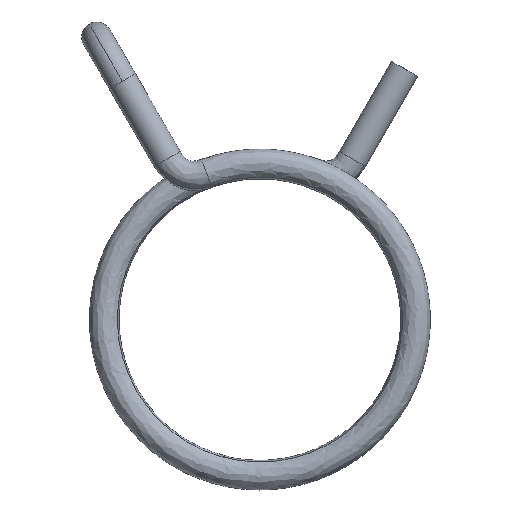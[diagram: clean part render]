
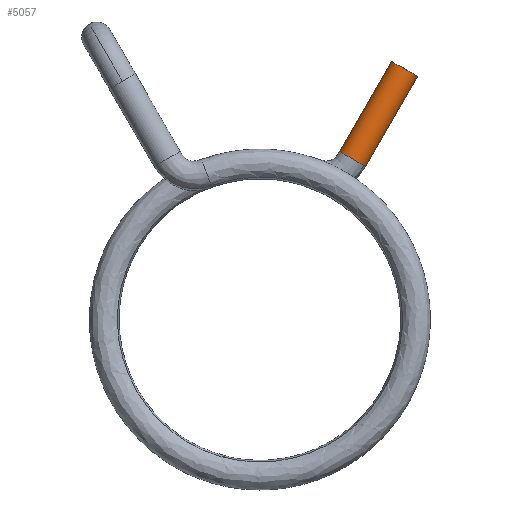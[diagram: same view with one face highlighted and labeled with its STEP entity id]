
A CAD part, top view. The second image highlights one B-rep face of the part: STEP entity #5057.
In plain terms, the highlighted cylindrical face has radius 1.25 mm (diameter 2.5 mm), a partial arc.
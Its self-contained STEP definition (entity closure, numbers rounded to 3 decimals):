
#318 = CARTESIAN_POINT ( 'NONE',  ( 8.763, 12.693, 1.3 ) ) ;
#422 = DIRECTION ( 'NONE',  ( -0.74, 0.427, -0.52 ) ) ;
#554 = VECTOR ( 'NONE', #5880, 1000. ) ;
#654 = EDGE_CURVE ( 'NONE', #3183, #1571, #2303, .T. ) ;
#658 = ORIENTED_EDGE ( 'NONE', *, *, #1324, .F. ) ;
#712 = CARTESIAN_POINT ( 'NONE',  ( 6.611, 13.935, 1.3 ) ) ;
#1324 = EDGE_CURVE ( 'NONE', #5567, #3020, #3974, .T. ) ;
#1571 = VERTEX_POINT ( 'NONE', #318 ) ;
#1593 = DIRECTION ( 'NONE',  ( -0.74, 0.427, -0.52 ) ) ;
#1711 = DIRECTION ( 'NONE',  ( 0.5, 0.866, 0. ) ) ;
#1793 = DIRECTION ( 'NONE',  ( 0.5, 0.866, 0. ) ) ;
#1824 = ORIENTED_EDGE ( 'NONE', *, *, #654, .T. ) ;
#1875 = AXIS2_PLACEMENT_3D ( 'NONE', #4041, #1793, #3608 ) ;
#1884 = CARTESIAN_POINT ( 'NONE',  ( 8.769, 12.689, 1.3 ) ) ;
#1914 = EDGE_CURVE ( 'NONE', #1571, #6440, #6888, .T. ) ;
#2303 = CIRCLE ( 'NONE', #6632, 1.25 ) ;
#2520 = CARTESIAN_POINT ( 'NONE',  ( 7.687, 13.314, 1.3 ) ) ;
#2874 = DIRECTION ( 'NONE',  ( -0.866, 0.5, 0. ) ) ;
#2924 = CARTESIAN_POINT ( 'NONE',  ( 6.604, 13.939, 1.3 ) ) ;
#3020 = VERTEX_POINT ( 'NONE', #4823 ) ;
#3183 = VERTEX_POINT ( 'NONE', #5612 ) ;
#3414 = CARTESIAN_POINT ( 'NONE',  ( 7.687, 13.314, 1.3 ) ) ;
#3608 = DIRECTION ( 'NONE',  ( -0.74, 0.427, -0.52 ) ) ;
#3892 = CYLINDRICAL_SURFACE ( 'NONE', #5857, 1.25 ) ;
#3974 = LINE ( 'NONE', #2924, #5114 ) ;
#4041 = CARTESIAN_POINT ( 'NONE',  ( 7.687, 13.314, 1.3 ) ) ;
#4441 = CIRCLE ( 'NONE', #7127, 1.25 ) ;
#4823 = CARTESIAN_POINT ( 'NONE',  ( 10.917, 21.41, 1.3 ) ) ;
#5057 = ADVANCED_FACE ( 'NONE', ( #7224 ), #3892, .T. ) ;
#5114 = VECTOR ( 'NONE', #1711, 1000. ) ;
#5433 = DIRECTION ( 'NONE',  ( 0.5, 0.866, 0. ) ) ;
#5507 = EDGE_CURVE ( 'NONE', #3020, #6440, #4441, .T. ) ;
#5512 = DIRECTION ( 'NONE',  ( 0.5, 0.866, 0. ) ) ;
#5549 = ORIENTED_EDGE ( 'NONE', *, *, #1914, .T. ) ;
#5567 = VERTEX_POINT ( 'NONE', #712 ) ;
#5612 = CARTESIAN_POINT ( 'NONE',  ( 8.611, 12.78, 1.95 ) ) ;
#5748 = EDGE_LOOP ( 'NONE', ( #1824, #5549, #6178, #658, #6919 ) ) ;
#5857 = AXIS2_PLACEMENT_3D ( 'NONE', #3414, #6129, #2874 ) ;
#5880 = DIRECTION ( 'NONE',  ( 0.5, 0.866, 0. ) ) ;
#6129 = DIRECTION ( 'NONE',  ( 0.5, 0.866, 0. ) ) ;
#6178 = ORIENTED_EDGE ( 'NONE', *, *, #5507, .F. ) ;
#6362 = EDGE_CURVE ( 'NONE', #5567, #3183, #7015, .T. ) ;
#6440 = VERTEX_POINT ( 'NONE', #6863 ) ;
#6605 = CARTESIAN_POINT ( 'NONE',  ( 12., 20.785, 1.3 ) ) ;
#6632 = AXIS2_PLACEMENT_3D ( 'NONE', #2520, #5433, #422 ) ;
#6863 = CARTESIAN_POINT ( 'NONE',  ( 13.083, 20.16, 1.3 ) ) ;
#6888 = LINE ( 'NONE', #1884, #554 ) ;
#6919 = ORIENTED_EDGE ( 'NONE', *, *, #6362, .T. ) ;
#7015 = CIRCLE ( 'NONE', #1875, 1.25 ) ;
#7127 = AXIS2_PLACEMENT_3D ( 'NONE', #6605, #5512, #1593 ) ;
#7224 = FACE_OUTER_BOUND ( 'NONE', #5748, .T. ) ;
